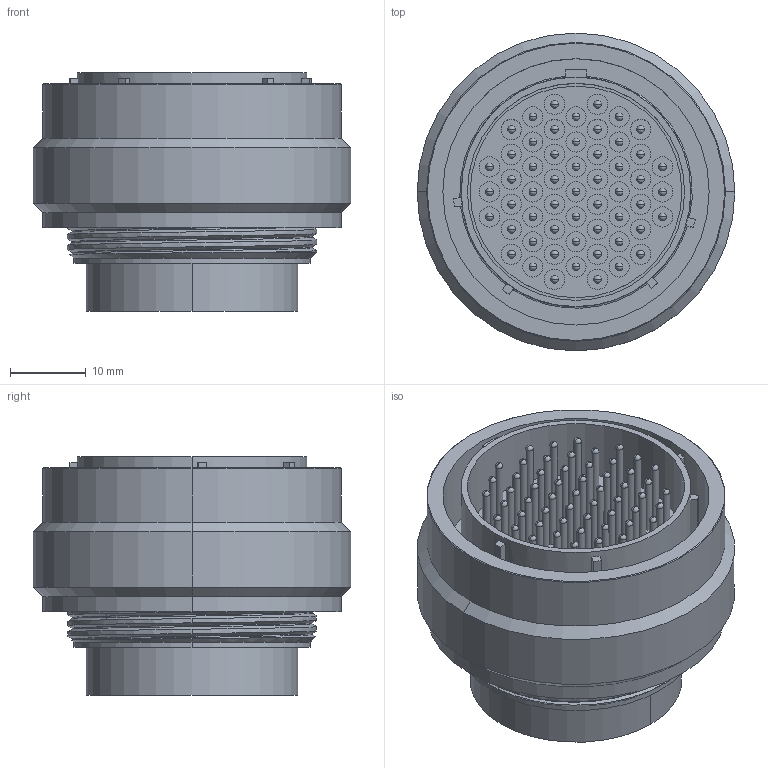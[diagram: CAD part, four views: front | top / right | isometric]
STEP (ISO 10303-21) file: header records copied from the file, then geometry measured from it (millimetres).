
FILE_DESCRIPTION((''),'2;1');
FILE_NAME('UT062255P-CAT_SW_ASM','2010-12-07T',('Gsineau'),(''),'PRO/ENGINEER BY PARAMETRIC TECHNOLOGY CORPORATION, 2010140','PRO/ENGINEER BY PARAMETRIC TECHNOLOGY CORPORATION, 2010140','');
FILE_SCHEMA(('CONFIG_CONTROL_DESIGN'));
Length unit declared in the file: inch
Products named in the file (1): UT062255P-CAT_SW_ASM
Bounding box: 42 x 42 x 31.52 mm (x, y, z)
Volume: 22605.4 mm3; surface area: 16536.2 mm2
Topology: 1 solids, 1 shells, 642 faces, 1431 edges, 855 vertices
Faces by surface type: cylinder 369, plane 136, sphere 110, torus 11, cone 10, bspline 6
Entity records: 19288 total; most frequent: CARTESIAN_POINT 4850, DIRECTION 3417, ORIENTED_EDGE 2642, AXIS2_PLACEMENT_3D 1501, EDGE_CURVE 1321, CIRCLE 864, VERTEX_POINT 855, EDGE_LOOP 816
